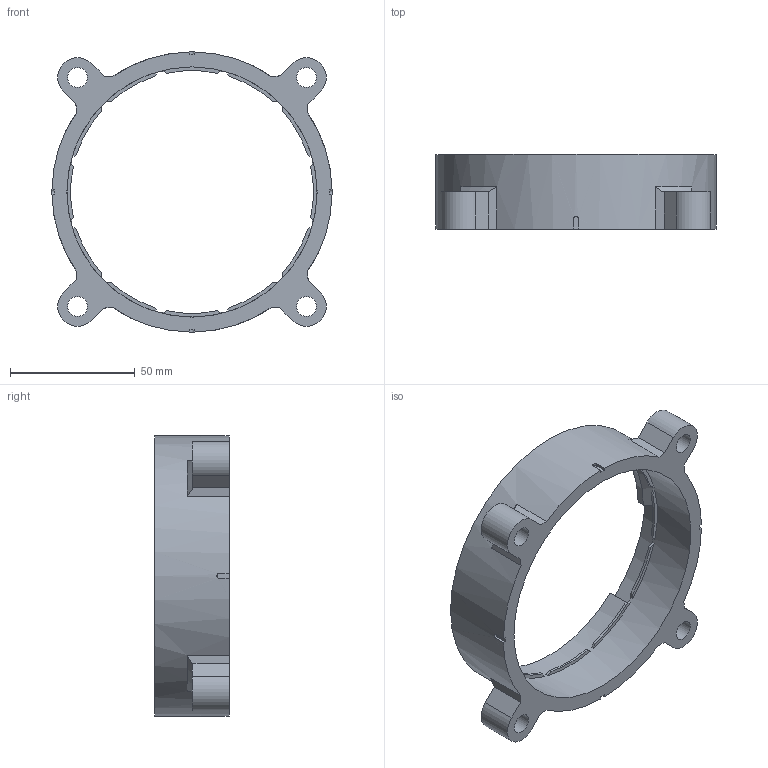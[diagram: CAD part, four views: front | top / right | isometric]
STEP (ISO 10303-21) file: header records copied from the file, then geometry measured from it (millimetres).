
FILE_DESCRIPTION(/* description */ (''),/* implementation_level */ '2;1');
FILE_NAME(/* name */ 'top_ring.step',/* time_stamp */ '2019-08-15T13:56:01+01:00',/* author */ (''),/* organization */ (''),/* preprocessor_version */ 'ST-DEVELOPER v18',/* originating_system */ 'Autodesk Translation Framework v8.2.0.1029',/* authorisation */ '');
FILE_SCHEMA (('AUTOMOTIVE_DESIGN { 1 0 10303 214 3 1 1 }'));
Length unit declared in the file: millimetre
Products named in the file (1): anneau_haut
Bounding box: 112.5 x 30 x 112.5 mm (x, y, z)
Volume: 67594.2 mm3; surface area: 30212.7 mm2
Topology: 1 solids, 1 shells, 118 faces, 349 edges, 236 vertices
Faces by surface type: plane 78, cylinder 28, cone 6, bspline 6
Full cylindrical faces by diameter (mm): 8 x4, 100.5 x1, 112.5 x1
Entity records: 4422 total; most frequent: CARTESIAN_POINT 1165, ORIENTED_EDGE 698, DIRECTION 661, EDGE_CURVE 349, VERTEX_POINT 236, AXIS2_PLACEMENT_3D 224, LINE 213, VECTOR 213
